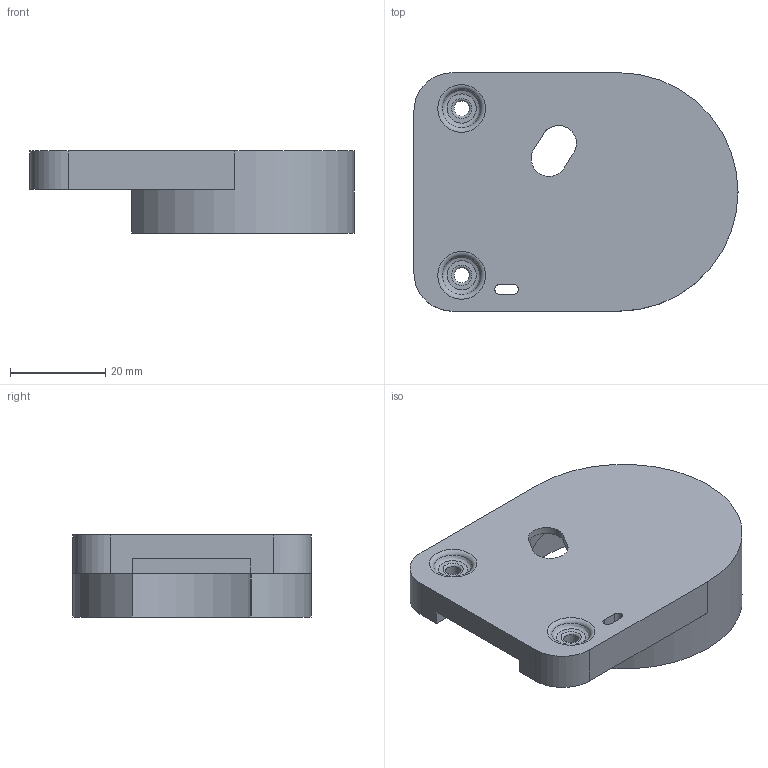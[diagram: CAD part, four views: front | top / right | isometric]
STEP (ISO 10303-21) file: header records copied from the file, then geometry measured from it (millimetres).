
FILE_DESCRIPTION(/* description */ (''),/* implementation_level */ '2;1');
FILE_NAME(/* name */ 'SPI_tag_case.step',/* time_stamp */ '2023-04-02T00:26:03+02:00',/* author */ (''),/* organization */ (''),/* preprocessor_version */ 'ST-DEVELOPER v19.2',/* originating_system */ 'Autodesk Translation Framework v11.17.0.187',/* authorisation */ '');
FILE_SCHEMA (('AUTOMOTIVE_DESIGN { 1 0 10303 214 3 1 1 }'));
Length unit declared in the file: millimetre
Products named in the file (1): SPI_tag_case
Bounding box: 67.98 x 50 x 17.2 mm (x, y, z)
Volume: 17618.5 mm3; surface area: 11230.9 mm2
Topology: 1 solids, 1 shells, 45 faces, 123 edges, 82 vertices
Faces by surface type: plane 24, cylinder 15, torus 4, bspline 2
Full cylindrical faces by diameter (mm): 3.2 x2
Entity records: 1623 total; most frequent: CARTESIAN_POINT 392, DIRECTION 250, ORIENTED_EDGE 246, EDGE_CURVE 123, AXIS2_PLACEMENT_3D 87, VERTEX_POINT 82, LINE 76, VECTOR 76
